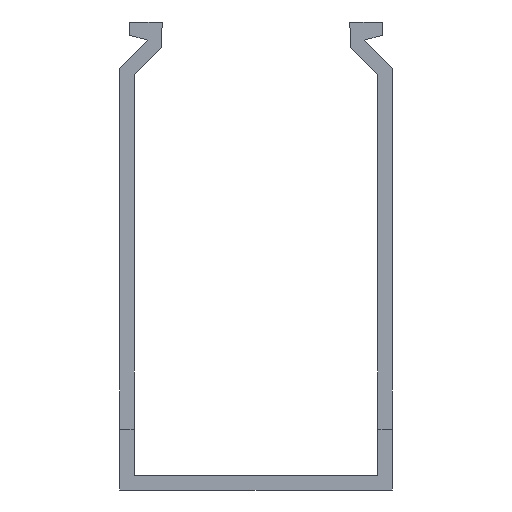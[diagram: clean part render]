
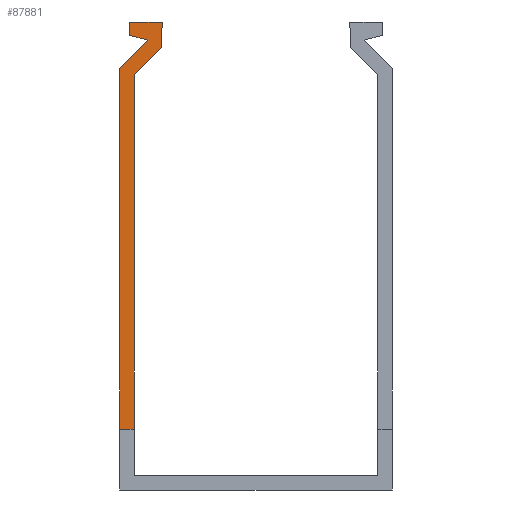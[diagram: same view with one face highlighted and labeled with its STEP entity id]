
A CAD part, front view. The second image highlights one B-rep face of the part: STEP entity #87881.
In plain terms, the highlighted planar face has unit normal (0, -1, 0).
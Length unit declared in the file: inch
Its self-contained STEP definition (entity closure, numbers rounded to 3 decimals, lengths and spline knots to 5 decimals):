
#570 = VERTEX_POINT ( 'NONE', #5873 ) ;
#2194 = CARTESIAN_POINT ( 'NONE',  ( -0.815, 0.098, 2.93405 ) ) ;
#2684 = DIRECTION ( 'NONE',  ( 0., 1., 0. ) ) ;
#3832 = CARTESIAN_POINT ( 'NONE',  ( -0.61257, 0.098, 2.85784 ) ) ;
#4467 = VECTOR ( 'NONE', #10262, 39.37008 ) ;
#4469 = DIRECTION ( 'NONE',  ( -0.965, 0., 0.264 ) ) ;
#5116 = EDGE_CURVE ( 'NONE', #68299, #47667, #60297, .T. ) ;
#5873 = CARTESIAN_POINT ( 'NONE',  ( -0.78639, 0.098, 2.68006 ) ) ;
#7575 = ORIENTED_EDGE ( 'NONE', *, *, #51936, .T. ) ;
#10262 = DIRECTION ( 'NONE',  ( -1., 0., 0. ) ) ;
#10697 = LINE ( 'NONE', #88256, #29293 ) ;
#12171 = VECTOR ( 'NONE', #15375, 39.37008 ) ;
#13314 = EDGE_CURVE ( 'NONE', #77062, #51071, #67966, .T. ) ;
#13744 = EDGE_LOOP ( 'NONE', ( #88423, #85696, #14464, #83663, #7575, #70954, #90094, #42392, #37672 ) ) ;
#14464 = ORIENTED_EDGE ( 'NONE', *, *, #81671, .F. ) ;
#15240 = DIRECTION ( 'NONE',  ( 0., 0., 1. ) ) ;
#15375 = DIRECTION ( 'NONE',  ( -0.049, 0., -0.999 ) ) ;
#15873 = CARTESIAN_POINT ( 'NONE',  ( -0.60474, 0.098, 3.01914 ) ) ;
#18998 = LINE ( 'NONE', #90331, #72600 ) ;
#22389 = DIRECTION ( 'NONE',  ( 1., 0., 0. ) ) ;
#22872 = DIRECTION ( 'NONE',  ( 0., 0., -1. ) ) ;
#26954 = DIRECTION ( 'NONE',  ( 0., 0., 1. ) ) ;
#27241 = CARTESIAN_POINT ( 'NONE',  ( -0.87954, 0.098, 2.72063 ) ) ;
#27742 = LINE ( 'NONE', #71833, #64948 ) ;
#29293 = VECTOR ( 'NONE', #4469, 39.37008 ) ;
#30918 = LINE ( 'NONE', #41356, #68095 ) ;
#32906 = AXIS2_PLACEMENT_3D ( 'NONE', #44664, #2684, #51697 ) ;
#33725 = VECTOR ( 'NONE', #22389, 39.37008 ) ;
#34104 = EDGE_CURVE ( 'NONE', #90310, #86581, #10697, .T. ) ;
#34422 = DIRECTION ( 'NONE',  ( -0.699, 0., -0.715 ) ) ;
#37672 = ORIENTED_EDGE ( 'NONE', *, *, #64991, .F. ) ;
#38128 = LINE ( 'NONE', #64014, #33725 ) ;
#41356 = CARTESIAN_POINT ( 'NONE',  ( -0.87954, 0.098, 2.72063 ) ) ;
#41446 = CARTESIAN_POINT ( 'NONE',  ( -0.70124, 0.098, 2.90298 ) ) ;
#42392 = ORIENTED_EDGE ( 'NONE', *, *, #87814, .F. ) ;
#43124 = CARTESIAN_POINT ( 'NONE',  ( -0.815, 0.098, 3.14301 ) ) ;
#44664 = CARTESIAN_POINT ( 'NONE',  ( 0.12045, 0.098, 3.14301 ) ) ;
#47667 = VERTEX_POINT ( 'NONE', #72135 ) ;
#48867 = VERTEX_POINT ( 'NONE', #50579 ) ;
#49938 = CARTESIAN_POINT ( 'NONE',  ( -0.815, 0.098, 3.01914 ) ) ;
#50579 = CARTESIAN_POINT ( 'NONE',  ( -0.7863, 0.098, 0.39297 ) ) ;
#51071 = VERTEX_POINT ( 'NONE', #3832 ) ;
#51697 = DIRECTION ( 'NONE',  ( 0., 0., 1. ) ) ;
#51936 = EDGE_CURVE ( 'NONE', #90310, #47667, #30918, .T. ) ;
#60297 = LINE ( 'NONE', #27241, #78854 ) ;
#64014 = CARTESIAN_POINT ( 'NONE',  ( 0.12045, 0.098, 3.01914 ) ) ;
#64159 = LINE ( 'NONE', #43124, #80539 ) ;
#64948 = VECTOR ( 'NONE', #22872, 39.37008 ) ;
#64991 = EDGE_CURVE ( 'NONE', #51071, #570, #18998, .T. ) ;
#65927 = CARTESIAN_POINT ( 'NONE',  ( -0.7863, 0.098, 0.39297 ) ) ;
#67966 = LINE ( 'NONE', #71018, #12171 ) ;
#68095 = VECTOR ( 'NONE', #83208, 39.37008 ) ;
#68299 = VERTEX_POINT ( 'NONE', #83359 ) ;
#70954 = ORIENTED_EDGE ( 'NONE', *, *, #5116, .F. ) ;
#71018 = CARTESIAN_POINT ( 'NONE',  ( -0.60474, 0.098, 3.01914 ) ) ;
#71833 = CARTESIAN_POINT ( 'NONE',  ( -0.78639, 0.098, 2.68006 ) ) ;
#72135 = CARTESIAN_POINT ( 'NONE',  ( -0.87954, 0.098, 2.72063 ) ) ;
#72600 = VECTOR ( 'NONE', #34422, 39.37008 ) ;
#74389 = VERTEX_POINT ( 'NONE', #49938 ) ;
#76674 = LINE ( 'NONE', #65927, #4467 ) ;
#77062 = VERTEX_POINT ( 'NONE', #15873 ) ;
#78854 = VECTOR ( 'NONE', #26954, 39.37008 ) ;
#79137 = FACE_OUTER_BOUND ( 'NONE', #13744, .T. ) ;
#80539 = VECTOR ( 'NONE', #15240, 39.37008 ) ;
#81671 = EDGE_CURVE ( 'NONE', #86581, #74389, #64159, .T. ) ;
#83208 = DIRECTION ( 'NONE',  ( -0.699, 0., -0.715 ) ) ;
#83359 = CARTESIAN_POINT ( 'NONE',  ( -0.87944, 0.098, 0.39297 ) ) ;
#83663 = ORIENTED_EDGE ( 'NONE', *, *, #34104, .F. ) ;
#84247 = EDGE_CURVE ( 'NONE', #48867, #68299, #76674, .T. ) ;
#85696 = ORIENTED_EDGE ( 'NONE', *, *, #90483, .F. ) ;
#86490 = PLANE ( 'NONE',  #32906 ) ;
#86581 = VERTEX_POINT ( 'NONE', #2194 ) ;
#87814 = EDGE_CURVE ( 'NONE', #570, #48867, #27742, .T. ) ;
#87881 = ADVANCED_FACE ( 'NONE', ( #79137 ), #86490, .F. ) ;
#88256 = CARTESIAN_POINT ( 'NONE',  ( -0.70124, 0.098, 2.90298 ) ) ;
#88423 = ORIENTED_EDGE ( 'NONE', *, *, #13314, .F. ) ;
#90094 = ORIENTED_EDGE ( 'NONE', *, *, #84247, .F. ) ;
#90310 = VERTEX_POINT ( 'NONE', #41446 ) ;
#90331 = CARTESIAN_POINT ( 'NONE',  ( -0.61257, 0.098, 2.85784 ) ) ;
#90483 = EDGE_CURVE ( 'NONE', #74389, #77062, #38128, .T. ) ;
